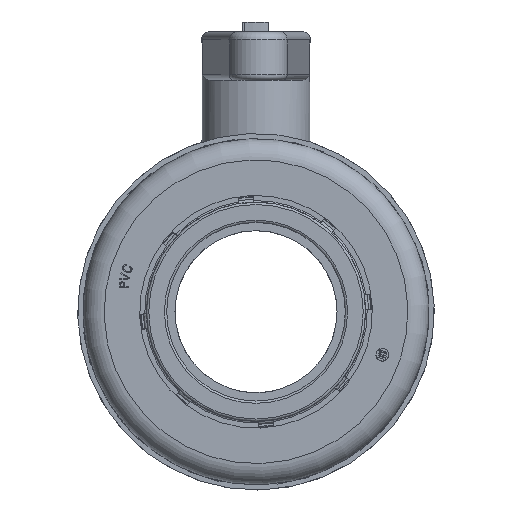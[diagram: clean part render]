
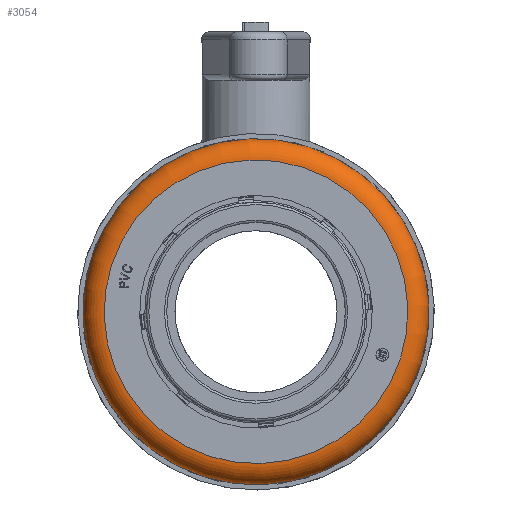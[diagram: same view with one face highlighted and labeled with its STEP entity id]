
A CAD part, left-side view. The second image highlights one B-rep face of the part: STEP entity #3054.
In plain terms, the highlighted toroidal (fillet/blend) face has major radius 93.678 mm and minor radius 13 mm.
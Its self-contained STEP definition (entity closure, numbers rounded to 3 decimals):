
#3054 = ADVANCED_FACE( '', ( #6317, #6318 ), #6319, .T. );
#6317 = FACE_OUTER_BOUND( '', #17668, .T. );
#6318 = FACE_OUTER_BOUND( '', #17669, .T. );
#6319 = TOROIDAL_SURFACE( '', #17670, 93.678, 13. );
#17668 = EDGE_LOOP( '', ( #27734 ) );
#17669 = EDGE_LOOP( '', ( #27735 ) );
#17670 = AXIS2_PLACEMENT_3D( '', #27736, #27737, #27738 );
#27734 = ORIENTED_EDGE( '', *, *, #31131, .T. );
#27735 = ORIENTED_EDGE( '', *, *, #32962, .F. );
#27736 = CARTESIAN_POINT( '', ( 0., 0., 61.878 ) );
#27737 = DIRECTION( '', ( 0., 0., -1. ) );
#27738 = DIRECTION( '', ( -1., 0., 0. ) );
#31131 = EDGE_CURVE( '', #36210, #36210, #36211, .T. );
#32962 = EDGE_CURVE( '', #38636, #38636, #38637, .T. );
#36210 = VERTEX_POINT( '', #49797 );
#36211 = CIRCLE( '', #49798, 93.678 );
#38636 = VERTEX_POINT( '', #60690 );
#38637 = CIRCLE( '', #60691, 106.678 );
#49797 = CARTESIAN_POINT( '', ( -93.678, 0., 74.878 ) );
#49798 = AXIS2_PLACEMENT_3D( '', #63186, #63187, #63188 );
#60690 = CARTESIAN_POINT( '', ( -106.678, 0., 61.878 ) );
#60691 = AXIS2_PLACEMENT_3D( '', #64714, #64715, #64716 );
#63186 = CARTESIAN_POINT( '', ( 0., 0., 74.878 ) );
#63187 = DIRECTION( '', ( 0., 0., -1. ) );
#63188 = DIRECTION( '', ( -1., 0., 0. ) );
#64714 = CARTESIAN_POINT( '', ( 0., 0., 61.878 ) );
#64715 = DIRECTION( '', ( 0., 0., -1. ) );
#64716 = DIRECTION( '', ( -1., 0., 0. ) );
